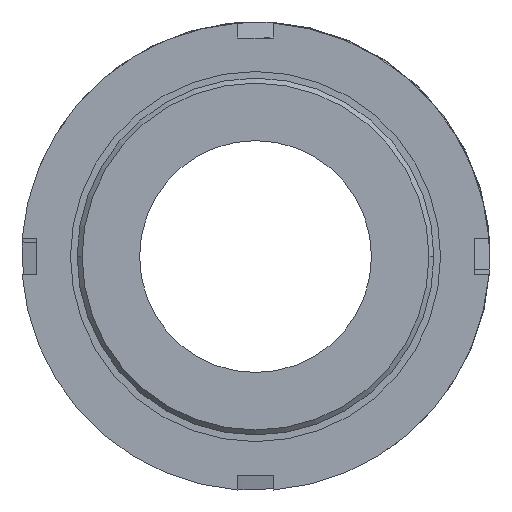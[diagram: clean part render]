
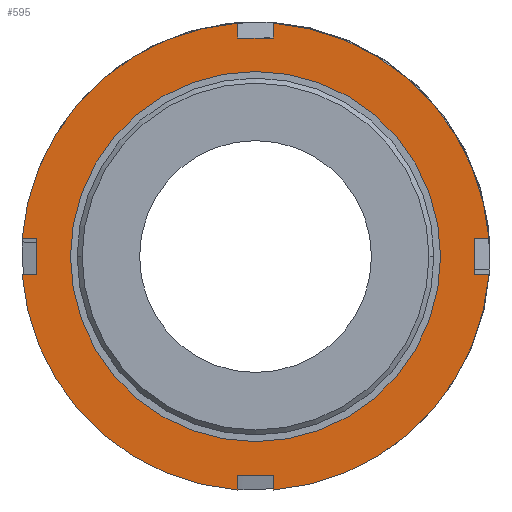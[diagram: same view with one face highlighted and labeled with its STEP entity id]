
A CAD part, front view. The second image highlights one B-rep face of the part: STEP entity #595.
In plain terms, the highlighted planar face has unit normal (0, -1, 0).
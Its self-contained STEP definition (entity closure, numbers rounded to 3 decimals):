
#19 = VECTOR ( 'NONE', #2359, 1000. ) ;
#20 = ORIENTED_EDGE ( 'NONE', *, *, #746, .T. ) ;
#39 = AXIS2_PLACEMENT_3D ( 'NONE', #498, #1451, #967 ) ;
#44 = AXIS2_PLACEMENT_3D ( 'NONE', #1612, #621, #373 ) ;
#76 = LINE ( 'NONE', #1503, #1326 ) ;
#82 = CARTESIAN_POINT ( 'NONE',  ( -4., -31.968, 0. ) ) ;
#106 = EDGE_CURVE ( 'NONE', #2307, #137, #2327, .T. ) ;
#137 = VERTEX_POINT ( 'NONE', #887 ) ;
#146 = CARTESIAN_POINT ( 'NONE',  ( 49., -31.968, 4. ) ) ;
#157 = DIRECTION ( 'NONE',  ( 0., 1., 0. ) ) ;
#163 = LINE ( 'NONE', #1775, #1658 ) ;
#180 = CARTESIAN_POINT ( 'NONE',  ( 41.5, -31.968, 0. ) ) ;
#186 = VERTEX_POINT ( 'NONE', #1183 ) ;
#215 = CIRCLE ( 'NONE', #1932, 52.5 ) ;
#274 = CARTESIAN_POINT ( 'NONE',  ( 4., -31.968, 52.347 ) ) ;
#275 = ORIENTED_EDGE ( 'NONE', *, *, #2845, .F. ) ;
#305 = DIRECTION ( 'NONE',  ( 0., 0., -1. ) ) ;
#328 = CIRCLE ( 'NONE', #39, 52.5 ) ;
#330 = EDGE_CURVE ( 'NONE', #3006, #1894, #2398, .T. ) ;
#346 = ORIENTED_EDGE ( 'NONE', *, *, #2259, .F. ) ;
#373 = DIRECTION ( 'NONE',  ( -1., 0., 0. ) ) ;
#399 = CARTESIAN_POINT ( 'NONE',  ( 4., -31.968, 49. ) ) ;
#410 = CARTESIAN_POINT ( 'NONE',  ( -49., -31.968, 4. ) ) ;
#418 = CARTESIAN_POINT ( 'NONE',  ( 4., -31.968, 0. ) ) ;
#441 = DIRECTION ( 'NONE',  ( 0., 1., 0. ) ) ;
#454 = EDGE_CURVE ( 'NONE', #2767, #894, #215, .T. ) ;
#487 = FACE_BOUND ( 'NONE', #1276, .T. ) ;
#492 = DIRECTION ( 'NONE',  ( 0., 1., 0. ) ) ;
#498 = CARTESIAN_POINT ( 'NONE',  ( 0., -31.968, 0. ) ) ;
#505 = ORIENTED_EDGE ( 'NONE', *, *, #1842, .T. ) ;
#519 = CARTESIAN_POINT ( 'NONE',  ( 0., -31.968, 0. ) ) ;
#535 = DIRECTION ( 'NONE',  ( 0., 0., -1. ) ) ;
#547 = ORIENTED_EDGE ( 'NONE', *, *, #2757, .F. ) ;
#549 = DIRECTION ( 'NONE',  ( -1., 0., 0. ) ) ;
#595 = ADVANCED_FACE ( 'NONE', ( #487, #1446 ), #2687, .F. ) ;
#611 = VERTEX_POINT ( 'NONE', #180 ) ;
#619 = EDGE_CURVE ( 'NONE', #2767, #137, #2251, .T. ) ;
#621 = DIRECTION ( 'NONE',  ( 0., 1., 0. ) ) ;
#630 = ORIENTED_EDGE ( 'NONE', *, *, #106, .F. ) ;
#634 = CIRCLE ( 'NONE', #44, 41.5 ) ;
#657 = CARTESIAN_POINT ( 'NONE',  ( -41.5, -31.968, 0. ) ) ;
#701 = DIRECTION ( 'NONE',  ( -1., 0., 0. ) ) ;
#706 = VERTEX_POINT ( 'NONE', #274 ) ;
#707 = AXIS2_PLACEMENT_3D ( 'NONE', #519, #787, #701 ) ;
#723 = CARTESIAN_POINT ( 'NONE',  ( -52.347, -31.968, -4. ) ) ;
#746 = EDGE_CURVE ( 'NONE', #847, #1894, #2895, .T. ) ;
#787 = DIRECTION ( 'NONE',  ( 0., 1., 0. ) ) ;
#839 = CIRCLE ( 'NONE', #3029, 52.5 ) ;
#842 = CARTESIAN_POINT ( 'NONE',  ( 49., -31.968, -4. ) ) ;
#847 = VERTEX_POINT ( 'NONE', #2403 ) ;
#866 = VECTOR ( 'NONE', #2647, 1000. ) ;
#887 = CARTESIAN_POINT ( 'NONE',  ( -4., -31.968, -49. ) ) ;
#891 = DIRECTION ( 'NONE',  ( 0., 0., -1. ) ) ;
#894 = VERTEX_POINT ( 'NONE', #723 ) ;
#926 = ORIENTED_EDGE ( 'NONE', *, *, #2712, .F. ) ;
#967 = DIRECTION ( 'NONE',  ( -1., 0., 0. ) ) ;
#991 = DIRECTION ( 'NONE',  ( -1., 0., 0. ) ) ;
#1031 = DIRECTION ( 'NONE',  ( 1., 0., 0. ) ) ;
#1035 = CARTESIAN_POINT ( 'NONE',  ( -4., -31.968, -52.347 ) ) ;
#1044 = ORIENTED_EDGE ( 'NONE', *, *, #2425, .F. ) ;
#1073 = DIRECTION ( 'NONE',  ( -1., 0., 0. ) ) ;
#1095 = CARTESIAN_POINT ( 'NONE',  ( 52.347, -31.968, 4. ) ) ;
#1102 = EDGE_CURVE ( 'NONE', #186, #2090, #328, .T. ) ;
#1182 = CARTESIAN_POINT ( 'NONE',  ( 0., -31.968, -49. ) ) ;
#1183 = CARTESIAN_POINT ( 'NONE',  ( 52.347, -31.968, -4. ) ) ;
#1198 = ORIENTED_EDGE ( 'NONE', *, *, #1528, .T. ) ;
#1231 = VECTOR ( 'NONE', #1862, 1000. ) ;
#1276 = EDGE_LOOP ( 'NONE', ( #1973, #1198 ) ) ;
#1293 = CARTESIAN_POINT ( 'NONE',  ( 0., -31.968, 4. ) ) ;
#1326 = VECTOR ( 'NONE', #549, 1000. ) ;
#1430 = VERTEX_POINT ( 'NONE', #146 ) ;
#1433 = CIRCLE ( 'NONE', #707, 41.5 ) ;
#1446 = FACE_OUTER_BOUND ( 'NONE', #3180, .T. ) ;
#1451 = DIRECTION ( 'NONE',  ( 0., 1., 0. ) ) ;
#1452 = AXIS2_PLACEMENT_3D ( 'NONE', #2500, #1471, #991 ) ;
#1467 = LINE ( 'NONE', #1534, #2311 ) ;
#1471 = DIRECTION ( 'NONE',  ( 0., 1., 0. ) ) ;
#1473 = CARTESIAN_POINT ( 'NONE',  ( 4., -31.968, -52.347 ) ) ;
#1476 = ORIENTED_EDGE ( 'NONE', *, *, #619, .T. ) ;
#1481 = VECTOR ( 'NONE', #891, 1000. ) ;
#1503 = CARTESIAN_POINT ( 'NONE',  ( 0., -31.968, 4. ) ) ;
#1528 = EDGE_CURVE ( 'NONE', #611, #1821, #1433, .T. ) ;
#1534 = CARTESIAN_POINT ( 'NONE',  ( 0., -31.968, 49. ) ) ;
#1584 = LINE ( 'NONE', #2560, #1231 ) ;
#1612 = CARTESIAN_POINT ( 'NONE',  ( 0., -31.968, 0. ) ) ;
#1624 = LINE ( 'NONE', #2552, #19 ) ;
#1658 = VECTOR ( 'NONE', #535, 1000. ) ;
#1675 = CARTESIAN_POINT ( 'NONE',  ( 0., -31.968, 0. ) ) ;
#1768 = CARTESIAN_POINT ( 'NONE',  ( -49., -31.968, 0. ) ) ;
#1775 = CARTESIAN_POINT ( 'NONE',  ( 49., -31.968, 0. ) ) ;
#1778 = CARTESIAN_POINT ( 'NONE',  ( 4., -31.968, -49. ) ) ;
#1792 = AXIS2_PLACEMENT_3D ( 'NONE', #2931, #492, #2638 ) ;
#1821 = VERTEX_POINT ( 'NONE', #657 ) ;
#1833 = ORIENTED_EDGE ( 'NONE', *, *, #454, .F. ) ;
#1842 = EDGE_CURVE ( 'NONE', #706, #2405, #2044, .T. ) ;
#1848 = EDGE_CURVE ( 'NONE', #1821, #611, #634, .T. ) ;
#1862 = DIRECTION ( 'NONE',  ( 1., 0., 0. ) ) ;
#1894 = VERTEX_POINT ( 'NONE', #410 ) ;
#1899 = CARTESIAN_POINT ( 'NONE',  ( -4., -31.968, 0. ) ) ;
#1932 = AXIS2_PLACEMENT_3D ( 'NONE', #1675, #157, #2397 ) ;
#1973 = ORIENTED_EDGE ( 'NONE', *, *, #1848, .T. ) ;
#2043 = ORIENTED_EDGE ( 'NONE', *, *, #2922, .T. ) ;
#2044 = LINE ( 'NONE', #418, #1481 ) ;
#2047 = DIRECTION ( 'NONE',  ( 0., 0., 1. ) ) ;
#2090 = VERTEX_POINT ( 'NONE', #1473 ) ;
#2135 = VECTOR ( 'NONE', #305, 1000. ) ;
#2251 = LINE ( 'NONE', #1899, #2361 ) ;
#2259 = EDGE_CURVE ( 'NONE', #2410, #1430, #76, .T. ) ;
#2280 = DIRECTION ( 'NONE',  ( 0., 0., 1. ) ) ;
#2288 = DIRECTION ( 'NONE',  ( 1., 0., 0. ) ) ;
#2307 = VERTEX_POINT ( 'NONE', #1778 ) ;
#2311 = VECTOR ( 'NONE', #2288, 1000. ) ;
#2324 = VECTOR ( 'NONE', #1031, 1000. ) ;
#2327 = LINE ( 'NONE', #1182, #866 ) ;
#2337 = CARTESIAN_POINT ( 'NONE',  ( -4., -31.968, 49. ) ) ;
#2357 = VERTEX_POINT ( 'NONE', #842 ) ;
#2359 = DIRECTION ( 'NONE',  ( 0., 0., 1. ) ) ;
#2361 = VECTOR ( 'NONE', #2047, 1000. ) ;
#2378 = VECTOR ( 'NONE', #1073, 1000. ) ;
#2397 = DIRECTION ( 'NONE',  ( -1., 0., 0. ) ) ;
#2398 = LINE ( 'NONE', #1768, #2859 ) ;
#2403 = CARTESIAN_POINT ( 'NONE',  ( -52.347, -31.968, 4. ) ) ;
#2405 = VERTEX_POINT ( 'NONE', #399 ) ;
#2410 = VERTEX_POINT ( 'NONE', #1095 ) ;
#2425 = EDGE_CURVE ( 'NONE', #706, #2410, #839, .T. ) ;
#2500 = CARTESIAN_POINT ( 'NONE',  ( 0., -31.968, 0. ) ) ;
#2552 = CARTESIAN_POINT ( 'NONE',  ( 4., -31.968, 0. ) ) ;
#2560 = CARTESIAN_POINT ( 'NONE',  ( 0., -31.968, -4. ) ) ;
#2610 = EDGE_CURVE ( 'NONE', #847, #3002, #2925, .T. ) ;
#2628 = CARTESIAN_POINT ( 'NONE',  ( -4., -31.968, 52.347 ) ) ;
#2638 = DIRECTION ( 'NONE',  ( -1., 0., 0. ) ) ;
#2647 = DIRECTION ( 'NONE',  ( -1., 0., 0. ) ) ;
#2649 = ORIENTED_EDGE ( 'NONE', *, *, #1102, .F. ) ;
#2668 = CARTESIAN_POINT ( 'NONE',  ( 0., -31.968, 0. ) ) ;
#2687 = PLANE ( 'NONE',  #1792 ) ;
#2712 = EDGE_CURVE ( 'NONE', #3002, #2905, #3114, .T. ) ;
#2757 = EDGE_CURVE ( 'NONE', #1430, #2357, #163, .T. ) ;
#2767 = VERTEX_POINT ( 'NONE', #1035 ) ;
#2773 = EDGE_CURVE ( 'NONE', #2905, #2405, #1467, .T. ) ;
#2831 = ORIENTED_EDGE ( 'NONE', *, *, #330, .F. ) ;
#2845 = EDGE_CURVE ( 'NONE', #2090, #2307, #1624, .T. ) ;
#2849 = CARTESIAN_POINT ( 'NONE',  ( 0., -31.968, -4. ) ) ;
#2859 = VECTOR ( 'NONE', #2280, 1000. ) ;
#2889 = EDGE_CURVE ( 'NONE', #894, #3006, #1584, .T. ) ;
#2895 = LINE ( 'NONE', #1293, #2324 ) ;
#2905 = VERTEX_POINT ( 'NONE', #2337 ) ;
#2922 = EDGE_CURVE ( 'NONE', #186, #2357, #3153, .T. ) ;
#2925 = CIRCLE ( 'NONE', #1452, 52.5 ) ;
#2931 = CARTESIAN_POINT ( 'NONE',  ( 41.5, -31.968, 0. ) ) ;
#3002 = VERTEX_POINT ( 'NONE', #2628 ) ;
#3006 = VERTEX_POINT ( 'NONE', #3109 ) ;
#3023 = ORIENTED_EDGE ( 'NONE', *, *, #2610, .F. ) ;
#3029 = AXIS2_PLACEMENT_3D ( 'NONE', #2668, #441, #3161 ) ;
#3036 = ORIENTED_EDGE ( 'NONE', *, *, #2773, .F. ) ;
#3109 = CARTESIAN_POINT ( 'NONE',  ( -49., -31.968, -4. ) ) ;
#3114 = LINE ( 'NONE', #82, #2135 ) ;
#3143 = ORIENTED_EDGE ( 'NONE', *, *, #2889, .F. ) ;
#3153 = LINE ( 'NONE', #2849, #2378 ) ;
#3161 = DIRECTION ( 'NONE',  ( -1., 0., 0. ) ) ;
#3180 = EDGE_LOOP ( 'NONE', ( #2043, #547, #346, #1044, #505, #3036, #926, #3023, #20, #2831, #3143, #1833, #1476, #630, #275, #2649 ) ) ;
